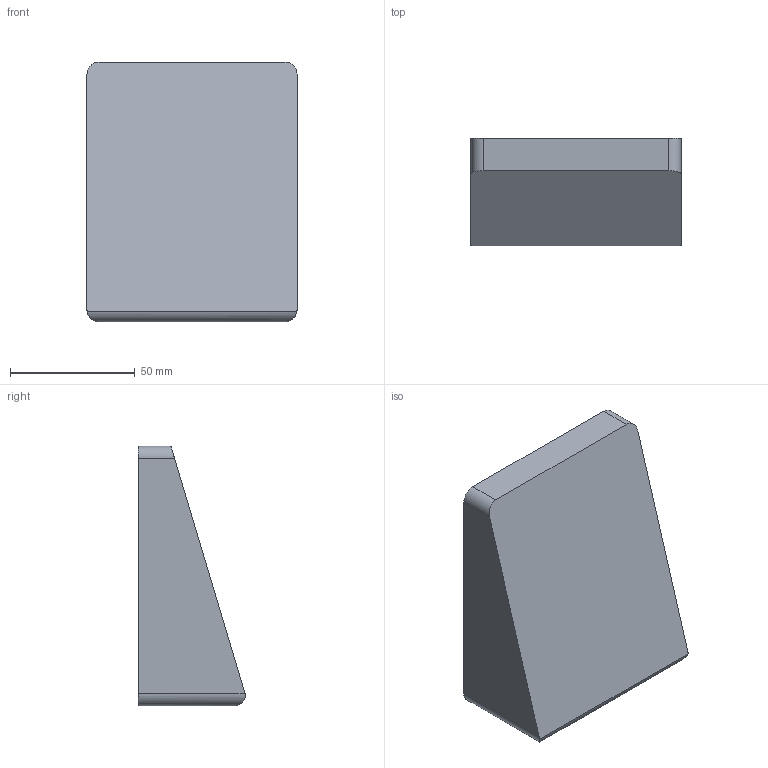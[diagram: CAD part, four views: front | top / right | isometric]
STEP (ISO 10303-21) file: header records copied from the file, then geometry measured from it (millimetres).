
FILE_DESCRIPTION(/* description */ (''),/* implementation_level */ '2;1');
FILE_NAME(/* name */ 'CoolPad_Case.step',/* time_stamp */ '2026-02-01T05:15:58-08:00',/* author */ (''),/* organization */ (''),/* preprocessor_version */ 'ST-DEVELOPER v20.1',/* originating_system */ 'Autodesk Translation Framework v14.24.0.0',/* authorisation */ '');
FILE_SCHEMA (('AUTOMOTIVE_DESIGN { 1 0 10303 214 3 1 1 }'));
Length unit declared in the file: millimetre
Products named in the file (2): 2026-01-27-20-55-09-246; 2026-01-27-20-59-03-702
Bounding box: 84.17 x 43 x 104.17 mm (x, y, z)
Volume: 187836 mm3; surface area: 31904.5 mm2
Topology: 1 solids, 1 shells, 35 faces, 75 edges, 50 vertices
Faces by surface type: plane 22, cylinder 13
Full cylindrical faces by diameter (mm): 3.4 x4, 6 x4
Entity records: 1008 total; most frequent: DIRECTION 177, CARTESIAN_POINT 163, ORIENTED_EDGE 150, EDGE_CURVE 75, AXIS2_PLACEMENT_3D 64, VERTEX_POINT 50, LINE 49, VECTOR 49
